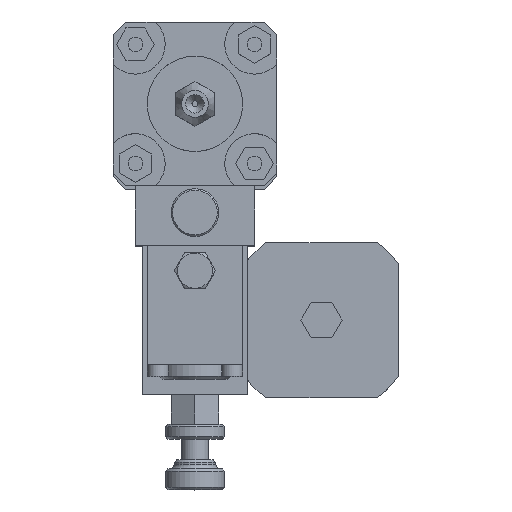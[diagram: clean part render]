
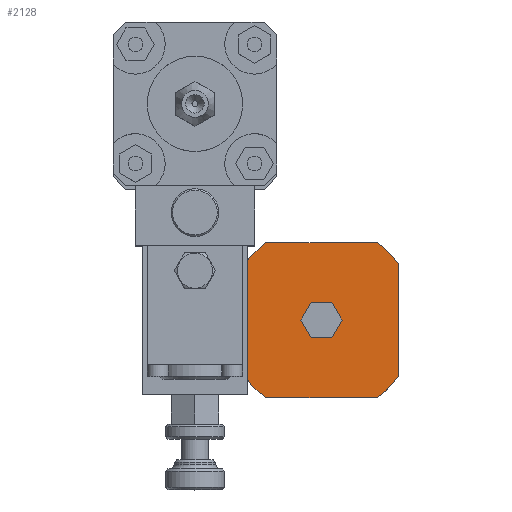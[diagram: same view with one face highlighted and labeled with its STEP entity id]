
A CAD part, top view. The second image highlights one B-rep face of the part: STEP entity #2128.
In plain terms, the highlighted face is planar.
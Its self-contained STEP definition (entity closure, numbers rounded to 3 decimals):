
#1050 = EDGE_CURVE( '', #2947, #2948, #2949, .T. );
#1155 = EDGE_CURVE( '', #3117, #3118, #3119, .T. );
#1159 = EDGE_CURVE( '', #3124, #3125, #3126, .T. );
#1172 = EDGE_CURVE( '', #3147, #3148, #3149, .T. );
#1490 = EDGE_CURVE( '', #3617, #3147, #3643, .T. );
#1736 = EDGE_CURVE( '', #3993, #2947, #3994, .T. );
#1826 = EDGE_CURVE( '', #2948, #3117, #4117, .T. );
#2079 = EDGE_CURVE( '', #4235, #3617, #4471, .T. );
#2128 = ADVANCED_FACE( '', ( #4538, #4539 ), #4540, .F. );
#2229 = EDGE_CURVE( '', #3125, #2869, #4668, .T. );
#2245 = EDGE_CURVE( '', #3712, #3993, #4692, .T. );
#2264 = EDGE_CURVE( '', #3373, #4235, #4719, .T. );
#2509 = EDGE_CURVE( '', #3124, #3148, #5033, .T. );
#2522 = EDGE_CURVE( '', #3118, #3712, #5049, .T. );
#2564 = EDGE_CURVE( '', #2869, #3373, #5109, .T. );
#2869 = VERTEX_POINT( '', #5448 );
#2947 = VERTEX_POINT( '', #5562 );
#2948 = VERTEX_POINT( '', #5563 );
#2949 = LINE( '', #5564, #5565 );
#3117 = VERTEX_POINT( '', #5808 );
#3118 = VERTEX_POINT( '', #5809 );
#3119 = LINE( '', #5810, #5811 );
#3124 = VERTEX_POINT( '', #5819 );
#3125 = VERTEX_POINT( '', #5820 );
#3126 = CIRCLE( '', #5821, 32. );
#3147 = VERTEX_POINT( '', #5848 );
#3148 = VERTEX_POINT( '', #5849 );
#3149 = CIRCLE( '', #5850, 32. );
#3373 = VERTEX_POINT( '', #6175 );
#3617 = VERTEX_POINT( '', #6528 );
#3643 = LINE( '', #6563, #6564 );
#3712 = VERTEX_POINT( '', #6657 );
#3993 = VERTEX_POINT( '', #7067 );
#3994 = LINE( '', #7068, #7069 );
#4117 = LINE( '', #7256, #7257 );
#4235 = VERTEX_POINT( '', #7431 );
#4471 = CIRCLE( '', #7784, 32. );
#4538 = FACE_OUTER_BOUND( '', #7885, .T. );
#4539 = FACE_BOUND( '', #7886, .T. );
#4540 = PLANE( '', #7887 );
#4668 = LINE( '', #8077, #8078 );
#4692 = LINE( '', #8112, #8113 );
#4719 = LINE( '', #8150, #8151 );
#5033 = LINE( '', #8650, #8651 );
#5049 = LINE( '', #8682, #8683 );
#5109 = CIRCLE( '', #8771, 32. );
#5448 = CARTESIAN_POINT( '', ( 61., 61.155, -1. ) );
#5562 = CARTESIAN_POINT( '', ( 61., 45.964, 31. ) );
#5563 = CARTESIAN_POINT( '', ( 61., 39.036, 31. ) );
#5564 = CARTESIAN_POINT( '', ( 61., 45.964, 31. ) );
#5565 = VECTOR( '', #9194, 1000. );
#5808 = CARTESIAN_POINT( '', ( 61., 35.572, 25. ) );
#5809 = CARTESIAN_POINT( '', ( 61., 39.036, 19. ) );
#5810 = CARTESIAN_POINT( '', ( 61., 35.572, 25. ) );
#5811 = VECTOR( '', #9405, 1000. );
#5819 = CARTESIAN_POINT( '', ( 61., 17.5, 5.025 ) );
#5820 = CARTESIAN_POINT( '', ( 61., 23.845, -1. ) );
#5821 = AXIS2_PLACEMENT_3D( '', #9407, #9408, #9409 );
#5848 = CARTESIAN_POINT( '', ( 61., 23.845, 51. ) );
#5849 = CARTESIAN_POINT( '', ( 61., 17.5, 44.975 ) );
#5850 = AXIS2_PLACEMENT_3D( '', #9431, #9432, #9433 );
#6175 = CARTESIAN_POINT( '', ( 61., 68.5, 6.345 ) );
#6528 = CARTESIAN_POINT( '', ( 61., 61.155, 51. ) );
#6563 = CARTESIAN_POINT( '', ( 61., 61.155, 51. ) );
#6564 = VECTOR( '', #9967, 1000. );
#6657 = CARTESIAN_POINT( '', ( 61., 45.964, 19. ) );
#7067 = CARTESIAN_POINT( '', ( 61., 49.428, 25. ) );
#7068 = CARTESIAN_POINT( '', ( 61., 49.428, 25. ) );
#7069 = VECTOR( '', #10382, 1000. );
#7256 = CARTESIAN_POINT( '', ( 61., 39.036, 31. ) );
#7257 = VECTOR( '', #10513, 1000. );
#7431 = CARTESIAN_POINT( '', ( 61., 68.5, 43.655 ) );
#7784 = AXIS2_PLACEMENT_3D( '', #10955, #10956, #10957 );
#7885 = EDGE_LOOP( '', ( #11052, #11053, #11054, #11055, #11056, #11057, #11058, #11059 ) );
#7886 = EDGE_LOOP( '', ( #11060, #11061, #11062, #11063, #11064, #11065 ) );
#7887 = AXIS2_PLACEMENT_3D( '', #11066, #11067, #11068 );
#8077 = CARTESIAN_POINT( '', ( 61., 23.845, -1. ) );
#8078 = VECTOR( '', #11244, 1000. );
#8112 = CARTESIAN_POINT( '', ( 61., 45.964, 19. ) );
#8113 = VECTOR( '', #11274, 1000. );
#8150 = CARTESIAN_POINT( '', ( 61., 68.5, 6.345 ) );
#8151 = VECTOR( '', #11304, 1000. );
#8650 = CARTESIAN_POINT( '', ( 61., 17.5, 5.025 ) );
#8651 = VECTOR( '', #11714, 1000. );
#8682 = CARTESIAN_POINT( '', ( 61., 39.036, 19. ) );
#8683 = VECTOR( '', #11730, 1000. );
#8771 = AXIS2_PLACEMENT_3D( '', #11811, #11812, #11813 );
#9194 = DIRECTION( '', ( 0., -1., 0. ) );
#9405 = DIRECTION( '', ( 0., 0.5, -0.866 ) );
#9407 = CARTESIAN_POINT( '', ( 61., 42.5, 25. ) );
#9408 = DIRECTION( '', ( 1., 0., 0. ) );
#9409 = DIRECTION( '', ( 0., -0.812, -0.583 ) );
#9431 = CARTESIAN_POINT( '', ( 61., 42.5, 25. ) );
#9432 = DIRECTION( '', ( 1., 0., 0. ) );
#9433 = DIRECTION( '', ( 0., -0.583, 0.812 ) );
#9967 = DIRECTION( '', ( 0., -1., 0. ) );
#10382 = DIRECTION( '', ( 0., -0.5, 0.866 ) );
#10513 = DIRECTION( '', ( 0., -0.5, -0.866 ) );
#10955 = CARTESIAN_POINT( '', ( 61., 42.5, 25. ) );
#10956 = DIRECTION( '', ( 1., 0., 0. ) );
#10957 = DIRECTION( '', ( 0., 0.812, 0.583 ) );
#11052 = ORIENTED_EDGE( '', *, *, #2509, .T. );
#11053 = ORIENTED_EDGE( '', *, *, #1172, .F. );
#11054 = ORIENTED_EDGE( '', *, *, #1490, .F. );
#11055 = ORIENTED_EDGE( '', *, *, #2079, .F. );
#11056 = ORIENTED_EDGE( '', *, *, #2264, .F. );
#11057 = ORIENTED_EDGE( '', *, *, #2564, .F. );
#11058 = ORIENTED_EDGE( '', *, *, #2229, .F. );
#11059 = ORIENTED_EDGE( '', *, *, #1159, .F. );
#11060 = ORIENTED_EDGE( '', *, *, #1155, .T. );
#11061 = ORIENTED_EDGE( '', *, *, #2522, .T. );
#11062 = ORIENTED_EDGE( '', *, *, #2245, .T. );
#11063 = ORIENTED_EDGE( '', *, *, #1736, .T. );
#11064 = ORIENTED_EDGE( '', *, *, #1050, .T. );
#11065 = ORIENTED_EDGE( '', *, *, #1826, .T. );
#11066 = CARTESIAN_POINT( '', ( 61., 42.5, 25. ) );
#11067 = DIRECTION( '', ( 1., 0., 0. ) );
#11068 = DIRECTION( '', ( 0., 1., 0. ) );
#11244 = DIRECTION( '', ( 0., 1., 0. ) );
#11274 = DIRECTION( '', ( 0., 0.5, 0.866 ) );
#11304 = DIRECTION( '', ( 0., 0., 1. ) );
#11714 = DIRECTION( '', ( 0., 0., 1. ) );
#11730 = DIRECTION( '', ( 0., 1., 0. ) );
#11811 = CARTESIAN_POINT( '', ( 61., 42.5, 25. ) );
#11812 = DIRECTION( '', ( 1., 0., 0. ) );
#11813 = DIRECTION( '', ( 0., 0.583, -0.812 ) );
